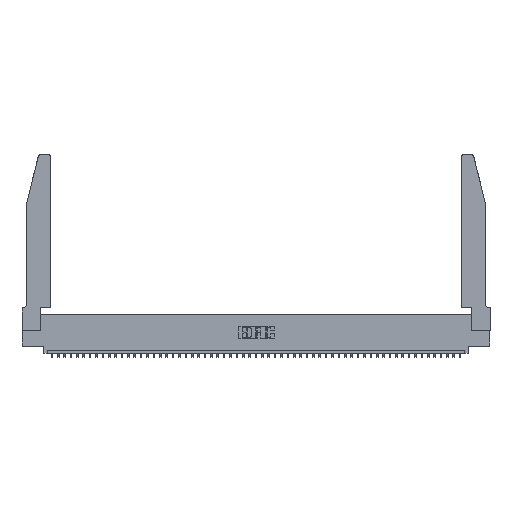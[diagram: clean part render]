
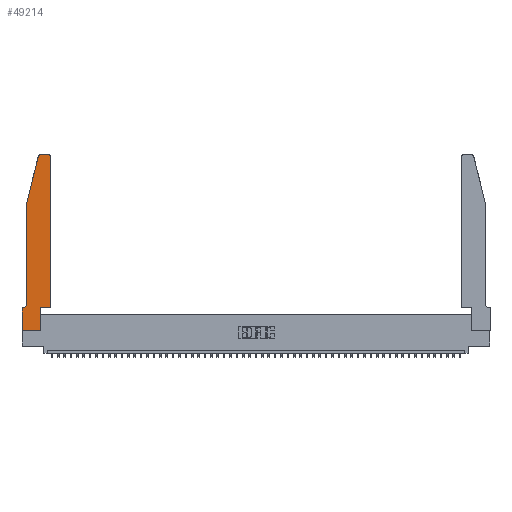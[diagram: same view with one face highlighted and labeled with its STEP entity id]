
A CAD part, top view. The second image highlights one B-rep face of the part: STEP entity #49214.
In plain terms, the highlighted planar face has unit normal (0, 0, 1).
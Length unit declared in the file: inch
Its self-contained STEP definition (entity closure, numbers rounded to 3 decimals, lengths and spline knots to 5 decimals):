
#372 = CARTESIAN_POINT ( 'NONE',  ( 0., 0., 0.37 ) ) ;
#783 = ORIENTED_EDGE ( 'NONE', *, *, #3908, .T. ) ;
#1026 = DIRECTION ( 'NONE',  ( 0., -1., 0. ) ) ;
#1145 = EDGE_CURVE ( 'NONE', #22835, #43374, #10024, .T. ) ;
#2242 = AXIS2_PLACEMENT_3D ( 'NONE', #8243, #43238, #35388 ) ;
#3507 = CARTESIAN_POINT ( 'NONE',  ( 0.284, 2.75, 0.37 ) ) ;
#3908 = EDGE_CURVE ( 'NONE', #22809, #27148, #45123, .T. ) ;
#4337 = EDGE_CURVE ( 'NONE', #35379, #8437, #20523, .T. ) ;
#4615 = PLANE ( 'NONE',  #30815 ) ;
#5022 = DIRECTION ( 'NONE',  ( -1., 0., 0. ) ) ;
#5142 = CARTESIAN_POINT ( 'NONE',  ( 0.4505, 0.35, 0.37 ) ) ;
#5147 = ORIENTED_EDGE ( 'NONE', *, *, #32111, .T. ) ;
#6889 = VECTOR ( 'NONE', #32015, 39.37008 ) ;
#8243 = CARTESIAN_POINT ( 'NONE',  ( 0.4205, 2.72, 0.37 ) ) ;
#8437 = VERTEX_POINT ( 'NONE', #10506 ) ;
#9361 = LINE ( 'NONE', #40116, #49257 ) ;
#9655 = VERTEX_POINT ( 'NONE', #37867 ) ;
#10024 = LINE ( 'NONE', #20477, #6889 ) ;
#10157 = VECTOR ( 'NONE', #18206, 39.37008 ) ;
#10431 = LINE ( 'NONE', #5142, #22377 ) ;
#10466 = LINE ( 'NONE', #11316, #42949 ) ;
#10506 = CARTESIAN_POINT ( 'NONE',  ( 0.0755, 2., 0.37 ) ) ;
#10929 = CIRCLE ( 'NONE', #2242, 0.03 ) ;
#10946 = EDGE_CURVE ( 'NONE', #33692, #22835, #46297, .T. ) ;
#11316 = CARTESIAN_POINT ( 'NONE',  ( 0.4505, 0.35, 0.37 ) ) ;
#12498 = VECTOR ( 'NONE', #43905, 39.37008 ) ;
#14651 = ORIENTED_EDGE ( 'NONE', *, *, #43527, .T. ) ;
#15015 = LINE ( 'NONE', #47953, #40183 ) ;
#15271 = LINE ( 'NONE', #42819, #33123 ) ;
#15290 = ORIENTED_EDGE ( 'NONE', *, *, #33272, .T. ) ;
#15787 = CARTESIAN_POINT ( 'NONE',  ( 0., 0.35, 0.37 ) ) ;
#16254 = ORIENTED_EDGE ( 'NONE', *, *, #36384, .T. ) ;
#17695 = VERTEX_POINT ( 'NONE', #38347 ) ;
#17861 = CIRCLE ( 'NONE', #37107, 0.07 ) ;
#18206 = DIRECTION ( 'NONE',  ( -0.239, -0.971, 0. ) ) ;
#18464 = VERTEX_POINT ( 'NONE', #39455 ) ;
#18638 = CARTESIAN_POINT ( 'NONE',  ( 0.0755, 0.42, 0.37 ) ) ;
#19179 = VERTEX_POINT ( 'NONE', #33971 ) ;
#20477 = CARTESIAN_POINT ( 'NONE',  ( 0., 0., 0.37 ) ) ;
#20523 = LINE ( 'NONE', #43090, #10157 ) ;
#20641 = CARTESIAN_POINT ( 'NONE',  ( 0.2605, 2.75, 0.37 ) ) ;
#21238 = ORIENTED_EDGE ( 'NONE', *, *, #50267, .T. ) ;
#22377 = VECTOR ( 'NONE', #24380, 39.37008 ) ;
#22809 = VERTEX_POINT ( 'NONE', #27836 ) ;
#22835 = VERTEX_POINT ( 'NONE', #372 ) ;
#22955 = ORIENTED_EDGE ( 'NONE', *, *, #4337, .T. ) ;
#23472 = ORIENTED_EDGE ( 'NONE', *, *, #1145, .T. ) ;
#24380 = DIRECTION ( 'NONE',  ( 0., 1., 0. ) ) ;
#25783 = FACE_OUTER_BOUND ( 'NONE', #38247, .T. ) ;
#27148 = VERTEX_POINT ( 'NONE', #3507 ) ;
#27624 = DIRECTION ( 'NONE',  ( 0., 0., 1. ) ) ;
#27751 = CARTESIAN_POINT ( 'NONE',  ( 0.25487, 2.72718, 0.37 ) ) ;
#27767 = AXIS2_PLACEMENT_3D ( 'NONE', #47274, #27624, #47454 ) ;
#27836 = CARTESIAN_POINT ( 'NONE',  ( 0.4205, 2.75, 0.37 ) ) ;
#29926 = DIRECTION ( 'NONE',  ( 0., 0., -1. ) ) ;
#30470 = CARTESIAN_POINT ( 'NONE',  ( 0., 0., 0.37 ) ) ;
#30688 = DIRECTION ( 'NONE',  ( 0., 1., 0. ) ) ;
#30815 = AXIS2_PLACEMENT_3D ( 'NONE', #15787, #47310, #43241 ) ;
#31314 = ORIENTED_EDGE ( 'NONE', *, *, #44802, .T. ) ;
#32015 = DIRECTION ( 'NONE',  ( 1., 0., 0. ) ) ;
#32111 = EDGE_CURVE ( 'NONE', #18464, #33692, #9361, .T. ) ;
#32295 = VECTOR ( 'NONE', #5022, 39.37008 ) ;
#33123 = VECTOR ( 'NONE', #30688, 39.37008 ) ;
#33272 = EDGE_CURVE ( 'NONE', #27148, #35379, #47824, .T. ) ;
#33692 = VERTEX_POINT ( 'NONE', #38589 ) ;
#33971 = CARTESIAN_POINT ( 'NONE',  ( 0.4505, 0.35, 0.37 ) ) ;
#35379 = VERTEX_POINT ( 'NONE', #27751 ) ;
#35388 = DIRECTION ( 'NONE',  ( 1., 0., 0. ) ) ;
#36384 = EDGE_CURVE ( 'NONE', #44597, #18464, #17861, .T. ) ;
#37107 = AXIS2_PLACEMENT_3D ( 'NONE', #38150, #29926, #49606 ) ;
#37867 = CARTESIAN_POINT ( 'NONE',  ( 0.4505, 2.72, 0.37 ) ) ;
#38150 = CARTESIAN_POINT ( 'NONE',  ( 0.0055, 0.42, 0.37 ) ) ;
#38247 = EDGE_LOOP ( 'NONE', ( #783, #15290, #22955, #47500, #16254, #5147, #49922, #23472, #31314, #14651, #45687, #21238 ) ) ;
#38347 = CARTESIAN_POINT ( 'NONE',  ( 0.2865, 0.35, 0.37 ) ) ;
#38589 = CARTESIAN_POINT ( 'NONE',  ( 0., 0.35, 0.37 ) ) ;
#38943 = DIRECTION ( 'NONE',  ( 1., 0., 0. ) ) ;
#39455 = CARTESIAN_POINT ( 'NONE',  ( 0.0055, 0.35, 0.37 ) ) ;
#40116 = CARTESIAN_POINT ( 'NONE',  ( 0.0755, 0.35, 0.37 ) ) ;
#40183 = VECTOR ( 'NONE', #1026, 39.37008 ) ;
#42033 = CARTESIAN_POINT ( 'NONE',  ( 0.2865, 0., 0.37 ) ) ;
#42819 = CARTESIAN_POINT ( 'NONE',  ( 0.2865, 0.35, 0.37 ) ) ;
#42949 = VECTOR ( 'NONE', #38943, 39.37008 ) ;
#43090 = CARTESIAN_POINT ( 'NONE',  ( 0.0755, 2., 0.37 ) ) ;
#43238 = DIRECTION ( 'NONE',  ( 0., 0., 1. ) ) ;
#43241 = DIRECTION ( 'NONE',  ( 1., 0., 0. ) ) ;
#43374 = VERTEX_POINT ( 'NONE', #42033 ) ;
#43527 = EDGE_CURVE ( 'NONE', #17695, #19179, #10466, .T. ) ;
#43640 = DIRECTION ( 'NONE',  ( -1., 0., 0. ) ) ;
#43905 = DIRECTION ( 'NONE',  ( 0., -1., 0. ) ) ;
#44597 = VERTEX_POINT ( 'NONE', #18638 ) ;
#44802 = EDGE_CURVE ( 'NONE', #43374, #17695, #15271, .T. ) ;
#45123 = LINE ( 'NONE', #20641, #32295 ) ;
#45687 = ORIENTED_EDGE ( 'NONE', *, *, #49360, .T. ) ;
#46188 = EDGE_CURVE ( 'NONE', #8437, #44597, #15015, .T. ) ;
#46297 = LINE ( 'NONE', #30470, #12498 ) ;
#47274 = CARTESIAN_POINT ( 'NONE',  ( 0.284, 2.72, 0.37 ) ) ;
#47310 = DIRECTION ( 'NONE',  ( 0., 0., 1. ) ) ;
#47454 = DIRECTION ( 'NONE',  ( 1., 0., 0. ) ) ;
#47500 = ORIENTED_EDGE ( 'NONE', *, *, #46188, .T. ) ;
#47824 = CIRCLE ( 'NONE', #27767, 0.03 ) ;
#47953 = CARTESIAN_POINT ( 'NONE',  ( 0.0755, 2., 0.37 ) ) ;
#49214 = ADVANCED_FACE ( 'NONE', ( #25783 ), #4615, .T. ) ;
#49257 = VECTOR ( 'NONE', #43640, 39.37008 ) ;
#49360 = EDGE_CURVE ( 'NONE', #19179, #9655, #10431, .T. ) ;
#49606 = DIRECTION ( 'NONE',  ( -1., 0., 0. ) ) ;
#49922 = ORIENTED_EDGE ( 'NONE', *, *, #10946, .T. ) ;
#50267 = EDGE_CURVE ( 'NONE', #9655, #22809, #10929, .T. ) ;
